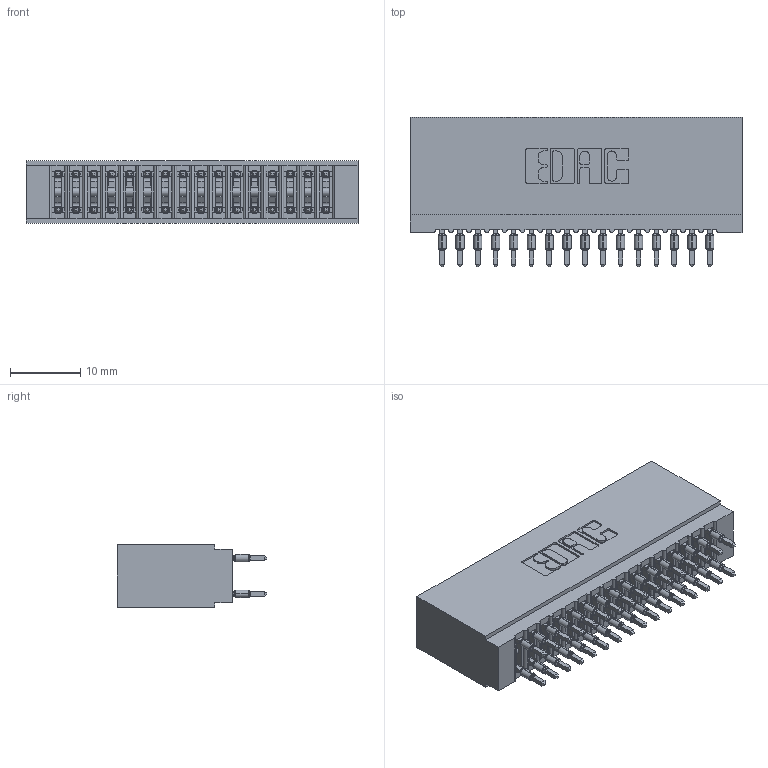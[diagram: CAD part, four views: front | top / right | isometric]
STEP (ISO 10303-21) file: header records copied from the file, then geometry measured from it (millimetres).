
FILE_DESCRIPTION (( 'STEP AP203' ), '1' );
FILE_NAME ('745-032-560-201.STEP', '2026-02-26T17:06:06', ( '' ), ( '' ), 'SwSTEP 2.0', 'SolidWorks 2023', '' );
FILE_SCHEMA (( 'CONFIG_CONTROL_DESIGN' ));
Length unit declared in the file: millimetre
Products named in the file (3): 745 Part_Insulator Option - 01; 745-292-001_560; 745-032-560-201
Assembly tree (33 placements, depth 2):
  745-032-560-201
    745 Part_Insulator Option - 01
    745-292-001_560  x32
Bounding box: 47.24 x 21.22 x 8.89 mm (x, y, z)
Volume: 4530.6 mm3; surface area: 9112.6 mm2
Topology: 33 solids, 33 shells, 3247 faces, 8882 edges, 5644 vertices
Faces by surface type: plane 1687, cylinder 728, bspline 640, torus 192
Entity records: 30809 total; most frequent: CARTESIAN_POINT 5857, ORIENTED_EDGE 5240, DIRECTION 4604, EDGE_CURVE 2620, VECTOR 2334, LINE 2334, VERTEX_POINT 1676, AXIS2_PLACEMENT_3D 1135
